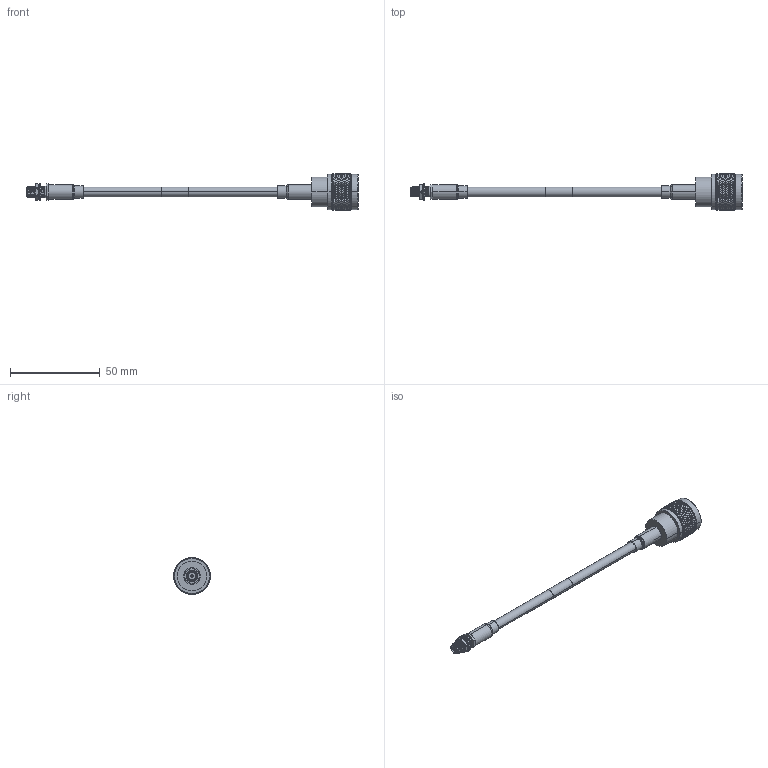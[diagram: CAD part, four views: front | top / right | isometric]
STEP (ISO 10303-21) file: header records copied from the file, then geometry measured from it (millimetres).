
FILE_DESCRIPTION (( 'STEP AP203' ), '1' );
FILE_NAME ('FMCA2753.STEP', '2022-03-09T19:01:21', ( '' ), ( '' ), 'SwSTEP 2.0', 'SolidWorks 2021', '' );
FILE_SCHEMA (( 'CONFIG_CONTROL_DESIGN' ));
Products named in the file (5): FMCN1748; SC9107; CA-240-MA1_.75" Long; RG223_with label; FMCA2753
Assembly tree (5 placements, depth 2):
  FMCA2753
    RG223_with label
    FMCN1748
    CA-240-MA1_.75" Long  x2
    SC9107
Bounding box: 184.73 x 20.32 x 20.32 mm (x, y, z)
Volume: 9648.9 mm3; surface area: 10365.9 mm2
Topology: 11 solids, 11 shells, 2600 faces, 5609 edges, 3058 vertices
Faces by surface type: bspline 1882, cylinder 574, plane 67, cone 57, torus 20
Entity records: 117081 total; most frequent: CARTESIAN_POINT 81608, ORIENTED_EDGE 11130, EDGE_CURVE 5565, VERTEX_POINT 3034, EDGE_LOOP 2617, FACE_OUTER_BOUND 2578, ADVANCED_FACE 2578, DIRECTION 2434
